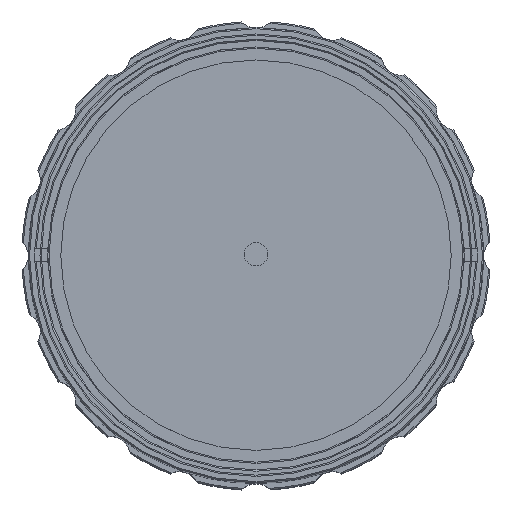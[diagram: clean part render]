
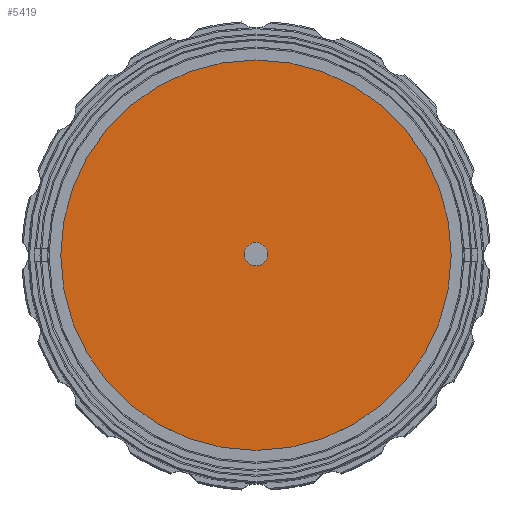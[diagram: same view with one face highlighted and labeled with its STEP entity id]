
A CAD part, top view. The second image highlights one B-rep face of the part: STEP entity #5419.
In plain terms, the highlighted planar face has unit normal (0, 0, 1).
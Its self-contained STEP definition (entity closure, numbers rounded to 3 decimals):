
#499 = CIRCLE ( 'NONE', #8054, 15. ) ;
#508 = AXIS2_PLACEMENT_3D ( 'NONE', #5369, #5944, #2755 ) ;
#794 = FACE_OUTER_BOUND ( 'NONE', #6694, .T. ) ;
#1425 = CARTESIAN_POINT ( 'NONE',  ( -15., 0., 54.498 ) ) ;
#1704 = ORIENTED_EDGE ( 'NONE', *, *, #5635, .F. ) ;
#2755 = DIRECTION ( 'NONE',  ( 1., 0., 0. ) ) ;
#3957 = VERTEX_POINT ( 'NONE', #1425 ) ;
#4189 = DIRECTION ( 'NONE',  ( 0., 0., -1. ) ) ;
#4282 = CARTESIAN_POINT ( 'NONE',  ( 0., 0., 54.498 ) ) ;
#5369 = CARTESIAN_POINT ( 'NONE',  ( 0., 0., 54.498 ) ) ;
#5419 = ADVANCED_FACE ( 'NONE', ( #794 ), #8109, .T. ) ;
#5635 = EDGE_CURVE ( 'NONE', #3957, #3957, #499, .T. ) ;
#5944 = DIRECTION ( 'NONE',  ( 0., 0., 1. ) ) ;
#6694 = EDGE_LOOP ( 'NONE', ( #1704 ) ) ;
#7716 = DIRECTION ( 'NONE',  ( -1., 0., 0. ) ) ;
#8054 = AXIS2_PLACEMENT_3D ( 'NONE', #4282, #4189, #7716 ) ;
#8109 = PLANE ( 'NONE',  #508 ) ;
